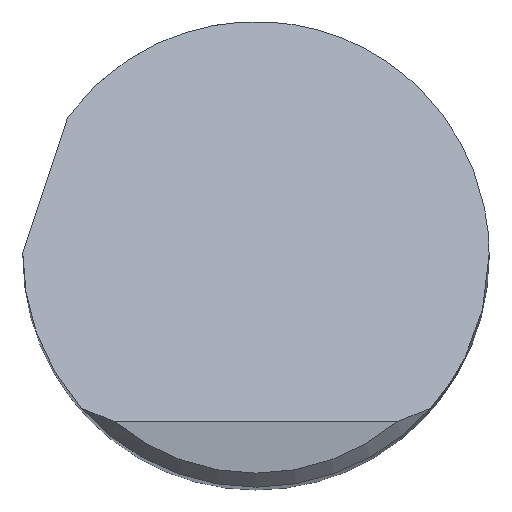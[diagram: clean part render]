
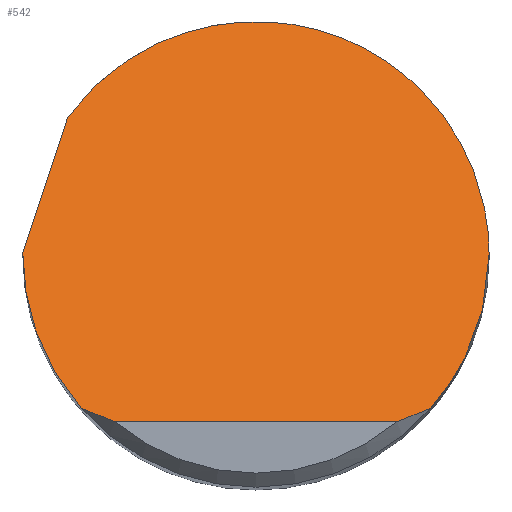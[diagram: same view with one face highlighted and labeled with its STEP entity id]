
A CAD part, top view. The second image highlights one B-rep face of the part: STEP entity #542.
In plain terms, the highlighted planar face has unit normal (0, 0.707, 0.707).
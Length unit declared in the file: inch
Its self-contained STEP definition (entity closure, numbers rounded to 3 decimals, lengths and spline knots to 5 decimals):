
#22 =( BOUNDED_CURVE ( )  B_SPLINE_CURVE ( 3, ( #730, #420, #314, #361 ),
 .UNSPECIFIED., .F., .T. ) 
 B_SPLINE_CURVE_WITH_KNOTS ( ( 4, 4 ),
 ( 3.99157, 4.71239 ),
 .UNSPECIFIED. ) 
 CURVE ( )  GEOMETRIC_REPRESENTATION_ITEM ( )  RATIONAL_B_SPLINE_CURVE ( ( 1., 0.957, 0.957, 1. ) ) 
 REPRESENTATION_ITEM ( '' )  );
#60 = ORIENTED_EDGE ( 'NONE', *, *, #152, .F. ) ;
#61 = DIRECTION ( 'NONE',  ( 0.227, 0.689, -0.689 ) ) ;
#83 = CARTESIAN_POINT ( 'NONE',  ( -0.17589, -0.1704, 2.4904 ) ) ;
#87 = VERTEX_POINT ( 'NONE', #496 ) ;
#96 = CARTESIAN_POINT ( 'NONE',  ( -0.16367, -0.17542, 2.49542 ) ) ;
#112 = DIRECTION ( 'NONE',  ( 0., 0.707, -0.707 ) ) ;
#119 = VERTEX_POINT ( 'NONE', #511 ) ;
#128 = CARTESIAN_POINT ( 'NONE',  ( 0.25, 0., 2.32 ) ) ;
#132 = CARTESIAN_POINT ( 'NONE',  ( 0.15108, -0.18, 2.5 ) ) ;
#134 = VERTEX_POINT ( 'NONE', #744 ) ;
#152 = EDGE_CURVE ( 'NONE', #453, #183, #212, .T. ) ;
#159 = AXIS2_PLACEMENT_3D ( 'NONE', #735, #497, #112 ) ;
#170 = CARTESIAN_POINT ( 'NONE',  ( -0.24999, 0.002, 2.318 ) ) ;
#183 = VERTEX_POINT ( 'NONE', #574 ) ;
#190 = CARTESIAN_POINT ( 'NONE',  ( 0.17589, -0.1704, 2.4904 ) ) ;
#192 = EDGE_LOOP ( 'NONE', ( #298, #387, #249, #60, #599, #528, #656, #471 ) ) ;
#202 = CARTESIAN_POINT ( 'NONE',  ( -0.18782, -0.165, 2.485 ) ) ;
#212 =( BOUNDED_CURVE ( )  B_SPLINE_CURVE ( 3, ( #624, #215, #620, #505 ),
 .UNSPECIFIED., .F., .T. ) 
 B_SPLINE_CURVE_WITH_KNOTS ( ( 4, 4 ),
 ( 5.34257, 7.85398 ),
 .UNSPECIFIED. ) 
 CURVE ( )  GEOMETRIC_REPRESENTATION_ITEM ( )  RATIONAL_B_SPLINE_CURVE ( ( 1., 0.54, 0.54, 1. ) ) 
 REPRESENTATION_ITEM ( '' )  );
#215 = CARTESIAN_POINT ( 'NONE',  ( -0.02903, 0.38443, 1.93557 ) ) ;
#233 =( BOUNDED_CURVE ( )  B_SPLINE_CURVE ( 3, ( #623, #494, #437, #376 ),
 .UNSPECIFIED., .F., .T. ) 
 B_SPLINE_CURVE_WITH_KNOTS ( ( 4, 4 ),
 ( 4.71239, 4.72039 ),
 .UNSPECIFIED. ) 
 CURVE ( )  GEOMETRIC_REPRESENTATION_ITEM ( )  RATIONAL_B_SPLINE_CURVE ( ( 1., 1., 1., 1. ) ) 
 REPRESENTATION_ITEM ( '' )  );
#237 = LINE ( 'NONE', #646, #478 ) ;
#249 = ORIENTED_EDGE ( 'NONE', *, *, #664, .F. ) ;
#263 = EDGE_CURVE ( 'NONE', #661, #134, #237, .T. ) ;
#298 = ORIENTED_EDGE ( 'NONE', *, *, #263, .T. ) ;
#300 = CARTESIAN_POINT ( 'NONE',  ( 0.22834, -0.11887, 2.43887 ) ) ;
#313 =( BOUNDED_CURVE ( )  B_SPLINE_CURVE ( 3, ( #128, #597, #300, #747 ),
 .UNSPECIFIED., .F., .T. ) 
 B_SPLINE_CURVE_WITH_KNOTS ( ( 4, 4 ),
 ( 1.5708, 2.29162 ),
 .UNSPECIFIED. ) 
 CURVE ( )  GEOMETRIC_REPRESENTATION_ITEM ( )  RATIONAL_B_SPLINE_CURVE ( ( 1., 0.957, 0.957, 1. ) ) 
 REPRESENTATION_ITEM ( '' )  );
#314 = CARTESIAN_POINT ( 'NONE',  ( -0.25, -0.06141, 2.38141 ) ) ;
#361 = CARTESIAN_POINT ( 'NONE',  ( -0.25, 0., 2.32 ) ) ;
#366 = CARTESIAN_POINT ( 'NONE',  ( -0.15108, -0.18, 2.5 ) ) ;
#368 = EDGE_CURVE ( 'NONE', #87, #661, #573, .T. ) ;
#376 = CARTESIAN_POINT ( 'NONE',  ( -0.24999, 0.002, 2.318 ) ) ;
#387 = ORIENTED_EDGE ( 'NONE', *, *, #625, .T. ) ;
#410 = EDGE_CURVE ( 'NONE', #87, #527, #22, .T. ) ;
#420 = CARTESIAN_POINT ( 'NONE',  ( -0.22834, -0.11887, 2.43887 ) ) ;
#427 = B_SPLINE_CURVE_WITH_KNOTS ( 'NONE', 3,
 ( #132, #519, #190, #710 ),
 .UNSPECIFIED., .F., .F.,
 ( 4, 4 ),
 ( 0., 0.00108 ),
 .UNSPECIFIED. ) ;
#437 = CARTESIAN_POINT ( 'NONE',  ( -0.25, 0.00133, 2.31867 ) ) ;
#453 = VERTEX_POINT ( 'NONE', #732 ) ;
#459 = DIRECTION ( 'NONE',  ( 1., 0., 0. ) ) ;
#465 = LINE ( 'NONE', #525, #585 ) ;
#470 = EDGE_CURVE ( 'NONE', #527, #647, #233, .T. ) ;
#471 = ORIENTED_EDGE ( 'NONE', *, *, #368, .T. ) ;
#478 = VECTOR ( 'NONE', #459, 39.37008 ) ;
#494 = CARTESIAN_POINT ( 'NONE',  ( -0.25, 0.00067, 2.31933 ) ) ;
#496 = CARTESIAN_POINT ( 'NONE',  ( -0.18782, -0.165, 2.485 ) ) ;
#497 = DIRECTION ( 'NONE',  ( 0., -0.707, -0.707 ) ) ;
#505 = CARTESIAN_POINT ( 'NONE',  ( 0.25, 0., 2.32 ) ) ;
#510 = PLANE ( 'NONE',  #159 ) ;
#511 = CARTESIAN_POINT ( 'NONE',  ( 0.18782, -0.165, 2.485 ) ) ;
#519 = CARTESIAN_POINT ( 'NONE',  ( 0.16367, -0.17542, 2.49542 ) ) ;
#525 = CARTESIAN_POINT ( 'NONE',  ( -0.30701, -0.17058, 2.49058 ) ) ;
#527 = VERTEX_POINT ( 'NONE', #560 ) ;
#528 = ORIENTED_EDGE ( 'NONE', *, *, #470, .F. ) ;
#542 = ADVANCED_FACE ( 'NONE', ( #738 ), #510, .F. ) ;
#560 = CARTESIAN_POINT ( 'NONE',  ( -0.25, 0., 2.32 ) ) ;
#573 = B_SPLINE_CURVE_WITH_KNOTS ( 'NONE', 3,
 ( #202, #83, #96, #366 ),
 .UNSPECIFIED., .F., .F.,
 ( 4, 4 ),
 ( 0., 0.00108 ),
 .UNSPECIFIED. ) ;
#574 = CARTESIAN_POINT ( 'NONE',  ( 0.25, 0., 2.32 ) ) ;
#585 = VECTOR ( 'NONE', #61, 39.37008 ) ;
#597 = CARTESIAN_POINT ( 'NONE',  ( 0.25, -0.06141, 2.38141 ) ) ;
#599 = ORIENTED_EDGE ( 'NONE', *, *, #637, .F. ) ;
#620 = CARTESIAN_POINT ( 'NONE',  ( 0.25, 0.29348, 2.02652 ) ) ;
#623 = CARTESIAN_POINT ( 'NONE',  ( -0.25, 0., 2.32 ) ) ;
#624 = CARTESIAN_POINT ( 'NONE',  ( -0.20198, 0.14732, 2.17268 ) ) ;
#625 = EDGE_CURVE ( 'NONE', #134, #119, #427, .T. ) ;
#637 = EDGE_CURVE ( 'NONE', #647, #453, #465, .T. ) ;
#646 = CARTESIAN_POINT ( 'NONE',  ( 0., -0.18, 2.5 ) ) ;
#647 = VERTEX_POINT ( 'NONE', #170 ) ;
#654 = CARTESIAN_POINT ( 'NONE',  ( -0.15108, -0.18, 2.5 ) ) ;
#656 = ORIENTED_EDGE ( 'NONE', *, *, #410, .F. ) ;
#661 = VERTEX_POINT ( 'NONE', #654 ) ;
#664 = EDGE_CURVE ( 'NONE', #183, #119, #313, .T. ) ;
#710 = CARTESIAN_POINT ( 'NONE',  ( 0.18782, -0.165, 2.485 ) ) ;
#730 = CARTESIAN_POINT ( 'NONE',  ( -0.18782, -0.165, 2.485 ) ) ;
#732 = CARTESIAN_POINT ( 'NONE',  ( -0.20198, 0.14732, 2.17268 ) ) ;
#735 = CARTESIAN_POINT ( 'NONE',  ( -0.25, -0.18, 2.5 ) ) ;
#738 = FACE_OUTER_BOUND ( 'NONE', #192, .T. ) ;
#744 = CARTESIAN_POINT ( 'NONE',  ( 0.15108, -0.18, 2.5 ) ) ;
#747 = CARTESIAN_POINT ( 'NONE',  ( 0.18782, -0.165, 2.485 ) ) ;
